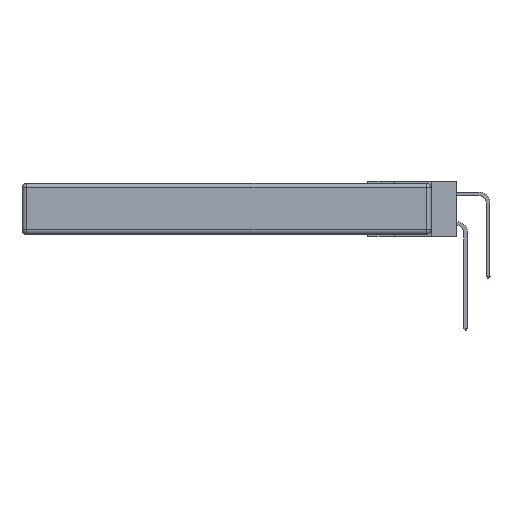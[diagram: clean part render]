
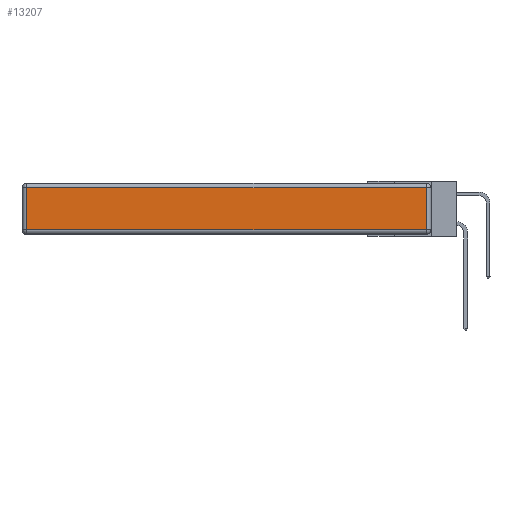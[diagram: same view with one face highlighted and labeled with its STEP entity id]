
A CAD part, left-side view. The second image highlights one B-rep face of the part: STEP entity #13207.
In plain terms, the highlighted planar face has unit normal (-1, 0, 0).
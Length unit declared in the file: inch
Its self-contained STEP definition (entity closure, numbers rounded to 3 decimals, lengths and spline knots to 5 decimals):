
#961 = EDGE_CURVE ( 'NONE', #5754, #14909, #13884, .T. ) ;
#1076 = EDGE_CURVE ( 'NONE', #2516, #14844, #3314, .T. ) ;
#1292 = DIRECTION ( 'NONE',  ( -1., 0., 0. ) ) ;
#1457 = FACE_OUTER_BOUND ( 'NONE', #13945, .T. ) ;
#2380 = AXIS2_PLACEMENT_3D ( 'NONE', #17249, #1292, #8000 ) ;
#2516 = VERTEX_POINT ( 'NONE', #17017 ) ;
#3314 = LINE ( 'NONE', #4171, #12834 ) ;
#4171 = CARTESIAN_POINT ( 'NONE',  ( 0., 2.75, -0.03 ) ) ;
#4389 = VECTOR ( 'NONE', #5463, 39.37008 ) ;
#4841 = ORIENTED_EDGE ( 'NONE', *, *, #15055, .T. ) ;
#5003 = LINE ( 'NONE', #11961, #4389 ) ;
#5065 = CARTESIAN_POINT ( 'NONE',  ( 0., 0.03, -0.313 ) ) ;
#5463 = DIRECTION ( 'NONE',  ( 0., 0., -1. ) ) ;
#5754 = VERTEX_POINT ( 'NONE', #14354 ) ;
#7538 = ORIENTED_EDGE ( 'NONE', *, *, #12331, .T. ) ;
#7689 = CARTESIAN_POINT ( 'NONE',  ( 0., 0.03, -0.343 ) ) ;
#8000 = DIRECTION ( 'NONE',  ( 0., 0., 1. ) ) ;
#8172 = VECTOR ( 'NONE', #12884, 39.37008 ) ;
#9225 = ORIENTED_EDGE ( 'NONE', *, *, #961, .T. ) ;
#9510 = PLANE ( 'NONE',  #2380 ) ;
#9739 = VECTOR ( 'NONE', #11746, 39.37008 ) ;
#10142 = ORIENTED_EDGE ( 'NONE', *, *, #1076, .T. ) ;
#11746 = DIRECTION ( 'NONE',  ( 0., -1., 0. ) ) ;
#11961 = CARTESIAN_POINT ( 'NONE',  ( 0., 2.72, -0.343 ) ) ;
#12331 = EDGE_CURVE ( 'NONE', #14909, #2516, #13974, .T. ) ;
#12834 = VECTOR ( 'NONE', #16130, 39.37008 ) ;
#12884 = DIRECTION ( 'NONE',  ( 0., 0., 1. ) ) ;
#13207 = ADVANCED_FACE ( 'NONE', ( #1457 ), #9510, .T. ) ;
#13884 = LINE ( 'NONE', #14481, #9739 ) ;
#13945 = EDGE_LOOP ( 'NONE', ( #9225, #7538, #10142, #4841 ) ) ;
#13974 = LINE ( 'NONE', #7689, #8172 ) ;
#14354 = CARTESIAN_POINT ( 'NONE',  ( 0., 2.72, -0.313 ) ) ;
#14481 = CARTESIAN_POINT ( 'NONE',  ( 0., 0., -0.313 ) ) ;
#14844 = VERTEX_POINT ( 'NONE', #17112 ) ;
#14909 = VERTEX_POINT ( 'NONE', #5065 ) ;
#15055 = EDGE_CURVE ( 'NONE', #14844, #5754, #5003, .T. ) ;
#16130 = DIRECTION ( 'NONE',  ( 0., 1., 0. ) ) ;
#17017 = CARTESIAN_POINT ( 'NONE',  ( 0., 0.03, -0.03 ) ) ;
#17112 = CARTESIAN_POINT ( 'NONE',  ( 0., 2.72, -0.03 ) ) ;
#17249 = CARTESIAN_POINT ( 'NONE',  ( 0., 0., -0.343 ) ) ;
